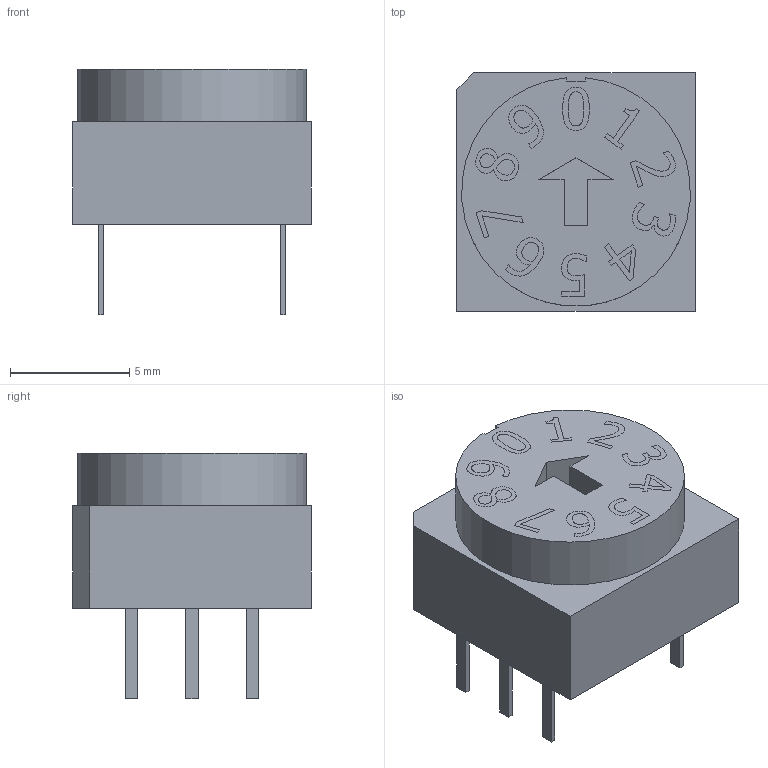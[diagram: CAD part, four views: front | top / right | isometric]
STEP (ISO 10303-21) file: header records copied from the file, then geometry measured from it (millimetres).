
FILE_DESCRIPTION((' '),'2;1');
FILE_NAME('RDTAx10P1x.stp','2017-08-02T10:03:40',(' '),(' '),' ','ACIS',' ');
FILE_SCHEMA(('CONFIG_CONTROL_DESIGN'));
Length unit declared in the file: inch
Products named in the file (1): RDTAx10P1x.stp
Bounding box: 10 x 10 x 10.3 mm (x, y, z)
Volume: 582.5 mm3; surface area: 495.4 mm2
Topology: 1 solids, 1 shells, 66 faces, 291 edges, 251 vertices
Faces by surface type: plane 65, cylinder 1
Entity records: 3349 total; most frequent: CARTESIAN_POINT 950, ORIENTED_EDGE 582, DIRECTION 314, EDGE_CURVE 291, VERTEX_POINT 251, VECTOR 176, LINE 176, QUASI_UNIFORM_CURVE 111
